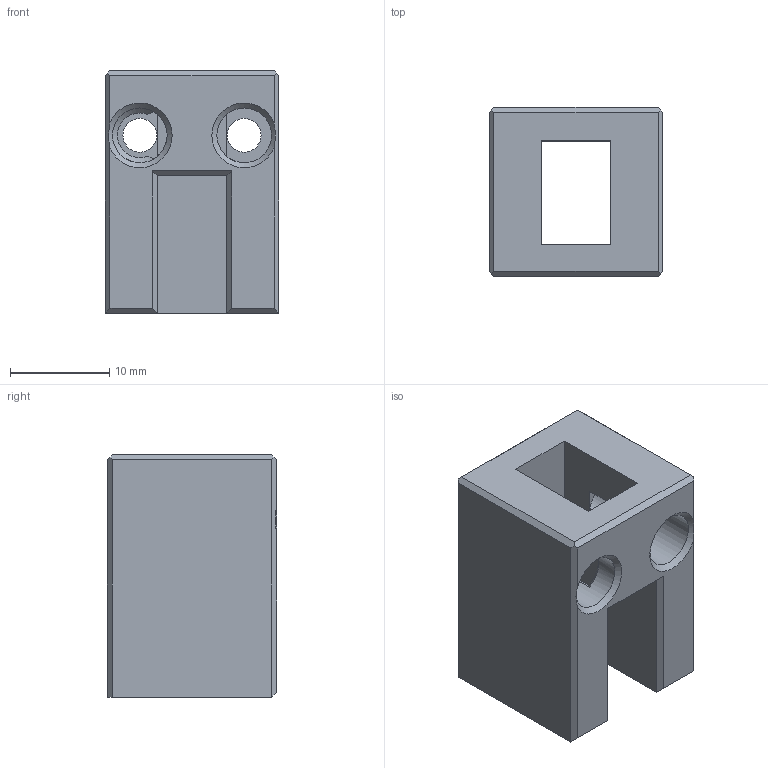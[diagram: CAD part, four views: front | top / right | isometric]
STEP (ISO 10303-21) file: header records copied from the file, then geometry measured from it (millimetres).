
FILE_DESCRIPTION(/* description */ (''),/* implementation_level */ '2;1');
FILE_NAME(/* name */ 'Powerful Penguin Klicky PCB Stealthburner Mount.step',/* time_stamp */ '2023-08-09T16:38:34-04:00',/* author */ (''),/* organization */ (''),/* preprocessor_version */ 'ST-DEVELOPER v20',/* originating_system */ 'Autodesk Translation Framework v12.9.0.99',/* authorisation */ '');
FILE_SCHEMA (('AUTOMOTIVE_DESIGN { 1 0 10303 214 3 1 1 }'));
Length unit declared in the file: millimetre
Products named in the file (1): stronger klicky pcb mount
Bounding box: 17.5 x 17 x 24.4 mm (x, y, z)
Volume: 4507.8 mm3; surface area: 3222 mm2
Topology: 1 solids, 1 shells, 42 faces, 118 edges, 76 vertices
Faces by surface type: plane 31, cylinder 7, cone 4
Full cylindrical faces by diameter (mm): 3.2 x3, 3.4 x2, 5.5 x2
Entity records: 1389 total; most frequent: CARTESIAN_POINT 257, ORIENTED_EDGE 236, DIRECTION 218, EDGE_CURVE 118, LINE 86, VECTOR 86, VERTEX_POINT 76, AXIS2_PLACEMENT_3D 66
